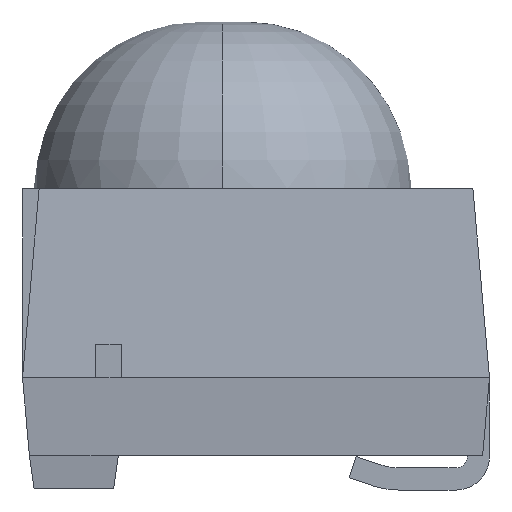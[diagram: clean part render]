
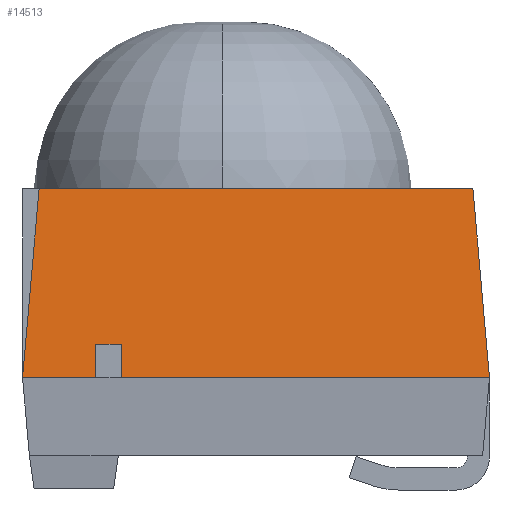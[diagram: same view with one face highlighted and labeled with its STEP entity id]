
A CAD part, left-side view. The second image highlights one B-rep face of the part: STEP entity #14513.
In plain terms, the highlighted planar face has unit normal (-0.996, 0, 0.087).
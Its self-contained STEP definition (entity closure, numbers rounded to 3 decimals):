
#326 = ORIENTED_EDGE ( 'NONE', *, *, #5065, .F. ) ;
#611 = VECTOR ( 'NONE', #16451, 1000. ) ;
#742 = VECTOR ( 'NONE', #10721, 1000. ) ;
#791 = DIRECTION ( 'NONE',  ( -0.087, 0.087, -0.992 ) ) ;
#1068 = PLANE ( 'NONE',  #1523 ) ;
#1074 = ORIENTED_EDGE ( 'NONE', *, *, #3370, .F. ) ;
#1385 = DIRECTION ( 'NONE',  ( 0., -1., 0. ) ) ;
#1523 = AXIS2_PLACEMENT_3D ( 'NONE', #6723, #14857, #5082 ) ;
#1563 = DIRECTION ( 'NONE',  ( 0., -1., 0. ) ) ;
#2190 = EDGE_LOOP ( 'NONE', ( #18051, #9744, #3952, #326, #17869, #8280, #1074, #9680 ) ) ;
#2198 = CARTESIAN_POINT ( 'NONE',  ( -2.484, 1.212, 0.3 ) ) ;
#3141 = VECTOR ( 'NONE', #1563, 1000. ) ;
#3251 = CARTESIAN_POINT ( 'NONE',  ( -2.51, 2.1, 0. ) ) ;
#3370 = EDGE_CURVE ( 'NONE', #9694, #7929, #15052, .T. ) ;
#3614 = CARTESIAN_POINT ( 'NONE',  ( -2.51, 2.1, 0. ) ) ;
#3952 = ORIENTED_EDGE ( 'NONE', *, *, #9108, .F. ) ;
#4832 = VERTEX_POINT ( 'NONE', #13666 ) ;
#5029 = CARTESIAN_POINT ( 'NONE',  ( -2.51, -2.1, 0. ) ) ;
#5065 = EDGE_CURVE ( 'NONE', #5513, #11100, #15304, .T. ) ;
#5082 = DIRECTION ( 'NONE',  ( 0.087, 0., 0.996 ) ) ;
#5165 = LINE ( 'NONE', #14863, #17272 ) ;
#5271 = CARTESIAN_POINT ( 'NONE',  ( -2.361, 2.1, 1.7 ) ) ;
#5274 = VECTOR ( 'NONE', #10982, 1000. ) ;
#5380 = CARTESIAN_POINT ( 'NONE',  ( -2.51, 1.442, 0. ) ) ;
#5513 = VERTEX_POINT ( 'NONE', #7345 ) ;
#5587 = CARTESIAN_POINT ( 'NONE',  ( -2.484, 1.442, 0.3 ) ) ;
#6205 = DIRECTION ( 'NONE',  ( 0., -1., 0. ) ) ;
#6625 = FACE_OUTER_BOUND ( 'NONE', #2190, .T. ) ;
#6723 = CARTESIAN_POINT ( 'NONE',  ( -2.51, 2.1, 0. ) ) ;
#6852 = LINE ( 'NONE', #9266, #611 ) ;
#7178 = EDGE_CURVE ( 'NONE', #8481, #9065, #15878, .T. ) ;
#7332 = EDGE_CURVE ( 'NONE', #4832, #7929, #17719, .T. ) ;
#7345 = CARTESIAN_POINT ( 'NONE',  ( -2.361, 1.951, 1.7 ) ) ;
#7621 = CARTESIAN_POINT ( 'NONE',  ( -2.361, -1.951, 1.7 ) ) ;
#7929 = VERTEX_POINT ( 'NONE', #17640 ) ;
#8280 = ORIENTED_EDGE ( 'NONE', *, *, #7332, .T. ) ;
#8415 = CARTESIAN_POINT ( 'NONE',  ( -2.484, 2.1, 0.3 ) ) ;
#8481 = VERTEX_POINT ( 'NONE', #17034 ) ;
#9039 = DIRECTION ( 'NONE',  ( 0.087, 0., 0.996 ) ) ;
#9065 = VERTEX_POINT ( 'NONE', #5029 ) ;
#9108 = EDGE_CURVE ( 'NONE', #11100, #9065, #6852, .T. ) ;
#9266 = CARTESIAN_POINT ( 'NONE',  ( -2.51, -2.1, 0. ) ) ;
#9680 = ORIENTED_EDGE ( 'NONE', *, *, #14992, .T. ) ;
#9694 = VERTEX_POINT ( 'NONE', #5587 ) ;
#9744 = ORIENTED_EDGE ( 'NONE', *, *, #7178, .T. ) ;
#10416 = CARTESIAN_POINT ( 'NONE',  ( -2.51, 2.1, 0. ) ) ;
#10721 = DIRECTION ( 'NONE',  ( -0.087, 0., -0.996 ) ) ;
#10982 = DIRECTION ( 'NONE',  ( 0., -1., 0. ) ) ;
#11098 = VECTOR ( 'NONE', #791, 1000. ) ;
#11100 = VERTEX_POINT ( 'NONE', #7621 ) ;
#13666 = CARTESIAN_POINT ( 'NONE',  ( -2.51, 2.1, 0. ) ) ;
#13950 = LINE ( 'NONE', #8415, #13967 ) ;
#13967 = VECTOR ( 'NONE', #1385, 1000. ) ;
#14513 = ADVANCED_FACE ( 'NONE', ( #6625 ), #1068, .T. ) ;
#14857 = DIRECTION ( 'NONE',  ( -0.996, 0., 0.087 ) ) ;
#14863 = CARTESIAN_POINT ( 'NONE',  ( -2.51, 1.212, 0. ) ) ;
#14928 = LINE ( 'NONE', #10416, #11098 ) ;
#14992 = EDGE_CURVE ( 'NONE', #9694, #16428, #13950, .T. ) ;
#15052 = LINE ( 'NONE', #5380, #742 ) ;
#15304 = LINE ( 'NONE', #5271, #5274 ) ;
#15513 = VECTOR ( 'NONE', #6205, 1000. ) ;
#15878 = LINE ( 'NONE', #3251, #3141 ) ;
#16408 = EDGE_CURVE ( 'NONE', #8481, #16428, #5165, .T. ) ;
#16428 = VERTEX_POINT ( 'NONE', #2198 ) ;
#16451 = DIRECTION ( 'NONE',  ( -0.087, -0.087, -0.992 ) ) ;
#16669 = EDGE_CURVE ( 'NONE', #5513, #4832, #14928, .T. ) ;
#17034 = CARTESIAN_POINT ( 'NONE',  ( -2.51, 1.212, 0. ) ) ;
#17272 = VECTOR ( 'NONE', #9039, 1000. ) ;
#17640 = CARTESIAN_POINT ( 'NONE',  ( -2.51, 1.442, 0. ) ) ;
#17719 = LINE ( 'NONE', #3614, #15513 ) ;
#17869 = ORIENTED_EDGE ( 'NONE', *, *, #16669, .T. ) ;
#18051 = ORIENTED_EDGE ( 'NONE', *, *, #16408, .F. ) ;
